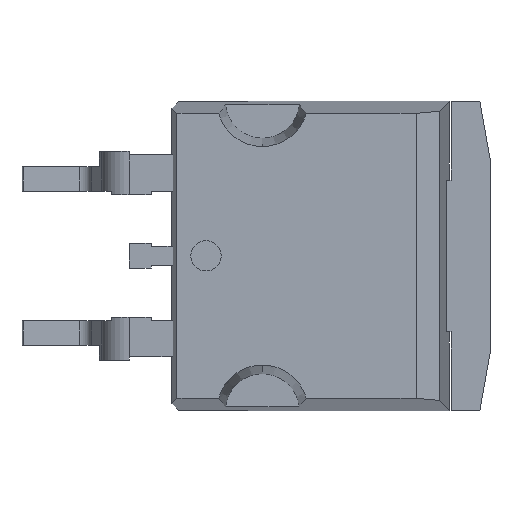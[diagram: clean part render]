
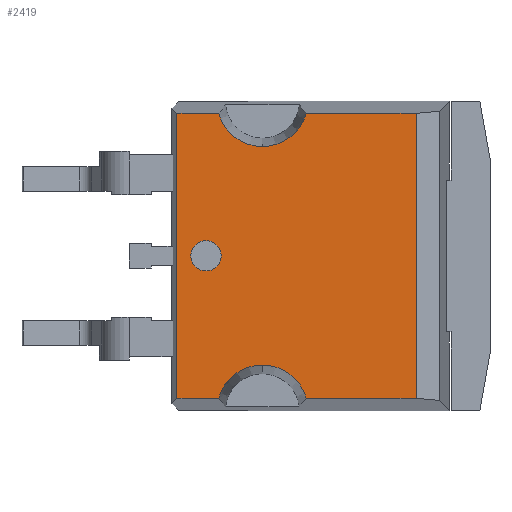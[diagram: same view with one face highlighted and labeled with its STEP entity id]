
A CAD part, top view. The second image highlights one B-rep face of the part: STEP entity #2419.
In plain terms, the highlighted planar face has unit normal (0, 0, 1).
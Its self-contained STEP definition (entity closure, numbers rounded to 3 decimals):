
#2258 = VERTEX_POINT('',#2259);
#2259 = CARTESIAN_POINT('',(1.658,4.698,4.828
    ));
#2266 = EDGE_CURVE('',#2267,#2258,#2269,.T.);
#2267 = VERTEX_POINT('',#2268);
#2268 = CARTESIAN_POINT('',(0.213,3.6,4.828));
#2269 = CIRCLE('',#2270,1.5);
#2270 = AXIS2_PLACEMENT_3D('',#2271,#2272,#2273);
#2271 = CARTESIAN_POINT('',(0.213,5.1,4.828));
#2272 = DIRECTION('',(-0.,0.,1.));
#2273 = DIRECTION('',(0.,-1.,0.));
#2301 = VERTEX_POINT('',#2302);
#2302 = CARTESIAN_POINT('',(-1.233,-4.698,
    4.828));
#2309 = EDGE_CURVE('',#2310,#2301,#2312,.T.);
#2310 = VERTEX_POINT('',#2311);
#2311 = CARTESIAN_POINT('',(0.213,-3.6,4.828));
#2312 = CIRCLE('',#2313,1.5);
#2313 = AXIS2_PLACEMENT_3D('',#2314,#2315,#2316);
#2314 = CARTESIAN_POINT('',(0.213,-5.1,4.828));
#2315 = DIRECTION('',(0.,0.,1.));
#2316 = DIRECTION('',(0.,1.,0.));
#2344 = VERTEX_POINT('',#2345);
#2345 = CARTESIAN_POINT('',(-1.649,-0.5,
    4.828));
#2351 = EDGE_CURVE('',#2352,#2344,#2354,.T.);
#2352 = VERTEX_POINT('',#2353);
#2353 = CARTESIAN_POINT('',(-1.649,0.5,
    4.828));
#2354 = CIRCLE('',#2355,0.5);
#2355 = AXIS2_PLACEMENT_3D('',#2356,#2357,#2358);
#2356 = CARTESIAN_POINT('',(-1.649,0.,
    4.828));
#2357 = DIRECTION('',(-0.,0.,1.));
#2358 = DIRECTION('',(0.,-1.,0.));
#2419 = ADVANCED_FACE('',(#2420,#2486),#2496,.T.);
#2420 = FACE_BOUND('',#2421,.T.);
#2421 = EDGE_LOOP('',(#2422,#2431,#2439,#2447,#2453,#2454,#2463,#2471,
    #2479,#2485));
#2422 = ORIENTED_EDGE('',*,*,#2423,.F.);
#2423 = EDGE_CURVE('',#2424,#2267,#2426,.T.);
#2424 = VERTEX_POINT('',#2425);
#2425 = CARTESIAN_POINT('',(-1.233,4.698,
    4.828));
#2426 = CIRCLE('',#2427,1.5);
#2427 = AXIS2_PLACEMENT_3D('',#2428,#2429,#2430);
#2428 = CARTESIAN_POINT('',(0.213,5.1,4.828));
#2429 = DIRECTION('',(-0.,0.,1.));
#2430 = DIRECTION('',(0.,-1.,0.));
#2431 = ORIENTED_EDGE('',*,*,#2432,.F.);
#2432 = EDGE_CURVE('',#2433,#2424,#2435,.T.);
#2433 = VERTEX_POINT('',#2434);
#2434 = CARTESIAN_POINT('',(-2.606,4.698,
    4.828));
#2435 = LINE('',#2436,#2437);
#2436 = CARTESIAN_POINT('',(-7.713,4.698,4.828));
#2437 = VECTOR('',#2438,1.);
#2438 = DIRECTION('',(1.,0.,0.));
#2439 = ORIENTED_EDGE('',*,*,#2440,.F.);
#2440 = EDGE_CURVE('',#2441,#2433,#2443,.T.);
#2441 = VERTEX_POINT('',#2442);
#2442 = CARTESIAN_POINT('',(-2.606,-4.698,
    4.828));
#2443 = LINE('',#2444,#2445);
#2444 = CARTESIAN_POINT('',(-2.606,-5.1,
    4.828));
#2445 = VECTOR('',#2446,1.);
#2446 = DIRECTION('',(-0.,1.,0.));
#2447 = ORIENTED_EDGE('',*,*,#2448,.T.);
#2448 = EDGE_CURVE('',#2441,#2301,#2449,.T.);
#2449 = LINE('',#2450,#2451);
#2450 = CARTESIAN_POINT('',(-7.713,-4.698,4.828));
#2451 = VECTOR('',#2452,1.);
#2452 = DIRECTION('',(1.,0.,0.));
#2453 = ORIENTED_EDGE('',*,*,#2309,.F.);
#2454 = ORIENTED_EDGE('',*,*,#2455,.F.);
#2455 = EDGE_CURVE('',#2456,#2310,#2458,.T.);
#2456 = VERTEX_POINT('',#2457);
#2457 = CARTESIAN_POINT('',(1.658,-4.698,
    4.828));
#2458 = CIRCLE('',#2459,1.5);
#2459 = AXIS2_PLACEMENT_3D('',#2460,#2461,#2462);
#2460 = CARTESIAN_POINT('',(0.213,-5.1,4.828));
#2461 = DIRECTION('',(0.,0.,1.));
#2462 = DIRECTION('',(0.,1.,0.));
#2463 = ORIENTED_EDGE('',*,*,#2464,.T.);
#2464 = EDGE_CURVE('',#2456,#2465,#2467,.T.);
#2465 = VERTEX_POINT('',#2466);
#2466 = CARTESIAN_POINT('',(5.278,-4.698,4.828));
#2467 = LINE('',#2468,#2469);
#2468 = CARTESIAN_POINT('',(-7.713,-4.698,4.828));
#2469 = VECTOR('',#2470,1.);
#2470 = DIRECTION('',(1.,0.,0.));
#2471 = ORIENTED_EDGE('',*,*,#2472,.T.);
#2472 = EDGE_CURVE('',#2465,#2473,#2475,.T.);
#2473 = VERTEX_POINT('',#2474);
#2474 = CARTESIAN_POINT('',(5.278,4.698,4.828));
#2475 = LINE('',#2476,#2477);
#2476 = CARTESIAN_POINT('',(5.278,-5.1,4.828));
#2477 = VECTOR('',#2478,1.);
#2478 = DIRECTION('',(-0.,1.,0.));
#2479 = ORIENTED_EDGE('',*,*,#2480,.F.);
#2480 = EDGE_CURVE('',#2258,#2473,#2481,.T.);
#2481 = LINE('',#2482,#2483);
#2482 = CARTESIAN_POINT('',(-7.713,4.698,4.828));
#2483 = VECTOR('',#2484,1.);
#2484 = DIRECTION('',(1.,0.,0.));
#2485 = ORIENTED_EDGE('',*,*,#2266,.F.);
#2486 = FACE_BOUND('',#2487,.T.);
#2487 = EDGE_LOOP('',(#2488,#2495));
#2488 = ORIENTED_EDGE('',*,*,#2489,.F.);
#2489 = EDGE_CURVE('',#2344,#2352,#2490,.T.);
#2490 = CIRCLE('',#2491,0.5);
#2491 = AXIS2_PLACEMENT_3D('',#2492,#2493,#2494);
#2492 = CARTESIAN_POINT('',(-1.649,0.,
    4.828));
#2493 = DIRECTION('',(-0.,0.,1.));
#2494 = DIRECTION('',(0.,-1.,0.));
#2495 = ORIENTED_EDGE('',*,*,#2351,.F.);
#2496 = PLANE('',#2497);
#2497 = AXIS2_PLACEMENT_3D('',#2498,#2499,#2500);
#2498 = CARTESIAN_POINT('',(0.,0.,
    4.828));
#2499 = DIRECTION('',(0.,0.,1.));
#2500 = DIRECTION('',(0.,-1.,0.));
